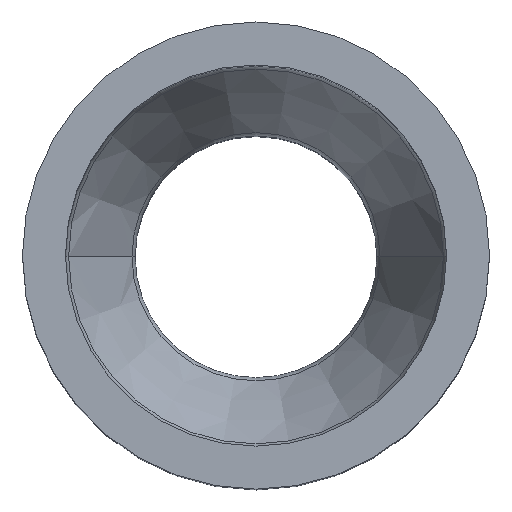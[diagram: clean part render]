
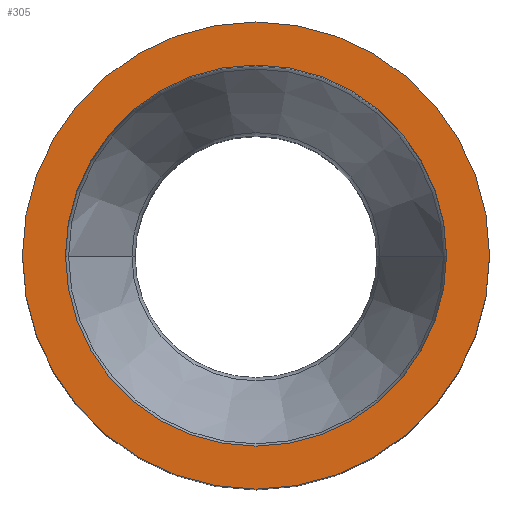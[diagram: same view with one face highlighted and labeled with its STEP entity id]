
A CAD part, top view. The second image highlights one B-rep face of the part: STEP entity #305.
In plain terms, the highlighted planar face has unit normal (0, 0, 1).
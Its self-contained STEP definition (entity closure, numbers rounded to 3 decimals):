
#34 = DIRECTION ( 'NONE',  ( 0., 0., -1. ) ) ;
#52 = EDGE_LOOP ( 'NONE', ( #110, #302 ) ) ;
#57 = EDGE_CURVE ( 'NONE', #249, #69, #640, .T. ) ;
#69 = VERTEX_POINT ( 'NONE', #236 ) ;
#88 = AXIS2_PLACEMENT_3D ( 'NONE', #336, #542, #173 ) ;
#110 = ORIENTED_EDGE ( 'NONE', *, *, #632, .F. ) ;
#115 = AXIS2_PLACEMENT_3D ( 'NONE', #280, #172, #332 ) ;
#126 = VERTEX_POINT ( 'NONE', #386 ) ;
#139 = EDGE_CURVE ( 'NONE', #69, #249, #219, .T. ) ;
#172 = DIRECTION ( 'NONE',  ( 0., 0., -1. ) ) ;
#173 = DIRECTION ( 'NONE',  ( -1., 0., 0. ) ) ;
#219 = CIRCLE ( 'NONE', #453, 25.7 ) ;
#236 = CARTESIAN_POINT ( 'NONE',  ( -25.7, 0., 77.626 ) ) ;
#243 = DIRECTION ( 'NONE',  ( 0., 0., 1. ) ) ;
#249 = VERTEX_POINT ( 'NONE', #410 ) ;
#255 = CARTESIAN_POINT ( 'NONE',  ( -25.7, 0., 77.626 ) ) ;
#256 = CARTESIAN_POINT ( 'NONE',  ( 31.5, 0., 77.626 ) ) ;
#260 = VERTEX_POINT ( 'NONE', #256 ) ;
#269 = CARTESIAN_POINT ( 'NONE',  ( 0., 0., 77.626 ) ) ;
#280 = CARTESIAN_POINT ( 'NONE',  ( 0., 0., 77.626 ) ) ;
#302 = ORIENTED_EDGE ( 'NONE', *, *, #491, .F. ) ;
#305 = ADVANCED_FACE ( 'NONE', ( #615, #556 ), #516, .T. ) ;
#314 = ORIENTED_EDGE ( 'NONE', *, *, #57, .T. ) ;
#332 = DIRECTION ( 'NONE',  ( -1., 0., 0. ) ) ;
#336 = CARTESIAN_POINT ( 'NONE',  ( 0., 0., 77.626 ) ) ;
#363 = ORIENTED_EDGE ( 'NONE', *, *, #139, .T. ) ;
#369 = DIRECTION ( 'NONE',  ( 0., 0., -1. ) ) ;
#386 = CARTESIAN_POINT ( 'NONE',  ( -31.5, 0., 77.626 ) ) ;
#410 = CARTESIAN_POINT ( 'NONE',  ( 25.7, 0., 77.626 ) ) ;
#428 = AXIS2_PLACEMENT_3D ( 'NONE', #255, #243, #461 ) ;
#432 = DIRECTION ( 'NONE',  ( -1., 0., 0. ) ) ;
#453 = AXIS2_PLACEMENT_3D ( 'NONE', #490, #34, #432 ) ;
#461 = DIRECTION ( 'NONE',  ( 1., 0., 0. ) ) ;
#474 = CIRCLE ( 'NONE', #88, 31.5 ) ;
#490 = CARTESIAN_POINT ( 'NONE',  ( 0., 0., 77.626 ) ) ;
#491 = EDGE_CURVE ( 'NONE', #260, #126, #649, .T. ) ;
#500 = EDGE_LOOP ( 'NONE', ( #363, #314 ) ) ;
#516 = PLANE ( 'NONE',  #428 ) ;
#534 = AXIS2_PLACEMENT_3D ( 'NONE', #269, #369, #571 ) ;
#542 = DIRECTION ( 'NONE',  ( 0., 0., -1. ) ) ;
#556 = FACE_OUTER_BOUND ( 'NONE', #52, .T. ) ;
#571 = DIRECTION ( 'NONE',  ( -1., 0., 0. ) ) ;
#615 = FACE_BOUND ( 'NONE', #500, .T. ) ;
#632 = EDGE_CURVE ( 'NONE', #126, #260, #474, .T. ) ;
#640 = CIRCLE ( 'NONE', #115, 25.7 ) ;
#649 = CIRCLE ( 'NONE', #534, 31.5 ) ;
